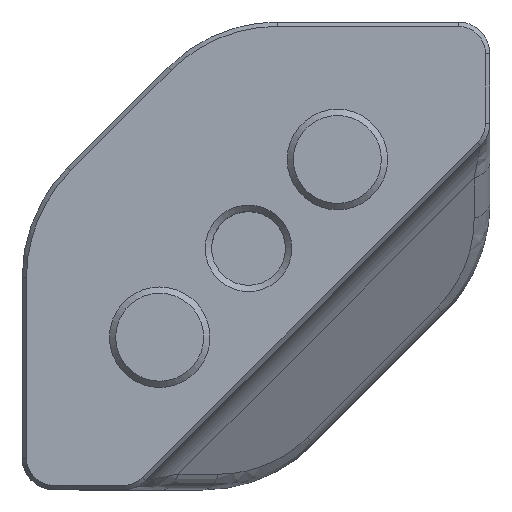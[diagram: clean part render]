
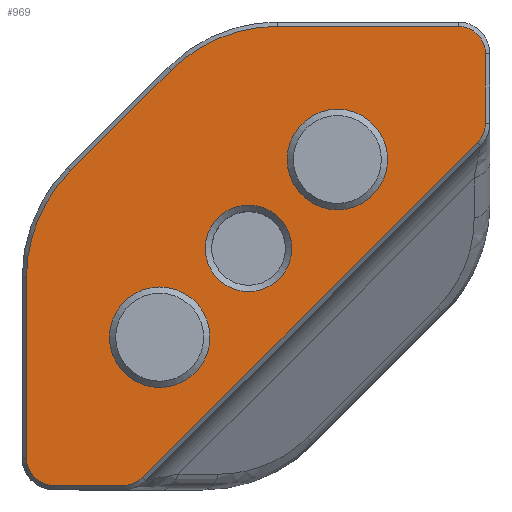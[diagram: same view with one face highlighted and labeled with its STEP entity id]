
A CAD part, top view. The second image highlights one B-rep face of the part: STEP entity #969.
In plain terms, the highlighted planar face has unit normal (0, 0, 1).
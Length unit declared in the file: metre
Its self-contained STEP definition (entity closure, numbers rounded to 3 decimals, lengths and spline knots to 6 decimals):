
#53=B_SPLINE_CURVE_WITH_KNOTS('',3,(#1480,#1481,#1482,#1483),
 .UNSPECIFIED.,.F.,.F.,(4,4),(0.,1.),.UNSPECIFIED.);
#54=B_SPLINE_CURVE_WITH_KNOTS('',3,(#1488,#1489,#1490,#1491,#1492),
 .UNSPECIFIED.,.F.,.F.,(4,1,4),(0.,0.5,1.),.UNSPECIFIED.);
#55=B_SPLINE_CURVE_WITH_KNOTS('',3,(#1496,#1497,#1498,#1499),
 .UNSPECIFIED.,.F.,.F.,(4,4),(0.,1.),.UNSPECIFIED.);
#56=B_SPLINE_CURVE_WITH_KNOTS('',3,(#1503,#1504,#1505,#1506),
 .UNSPECIFIED.,.F.,.F.,(4,4),(0.,1.),.UNSPECIFIED.);
#57=B_SPLINE_CURVE_WITH_KNOTS('',3,(#1510,#1511,#1512,#1513,#1514),
 .UNSPECIFIED.,.F.,.F.,(4,1,4),(0.,0.5,1.),.UNSPECIFIED.);
#58=B_SPLINE_CURVE_WITH_KNOTS('',3,(#1518,#1519,#1520,#1521),
 .UNSPECIFIED.,.F.,.F.,(4,4),(0.,1.),.UNSPECIFIED.);
#91=CIRCLE('',#1059,0.00275);
#92=CIRCLE('',#1060,0.0032);
#93=CIRCLE('',#1061,0.0032);
#133=LINE('',#1486,#200);
#134=LINE('',#1494,#201);
#135=LINE('',#1501,#202);
#136=LINE('',#1508,#203);
#137=LINE('',#1516,#204);
#138=LINE('',#1523,#205);
#200=VECTOR('',#1190,1.);
#201=VECTOR('',#1191,1.);
#202=VECTOR('',#1192,1.);
#203=VECTOR('',#1193,1.);
#204=VECTOR('',#1194,1.);
#205=VECTOR('',#1195,1.);
#280=ORIENTED_EDGE('',*,*,#568,.T.);
#281=ORIENTED_EDGE('',*,*,#569,.T.);
#282=ORIENTED_EDGE('',*,*,#570,.T.);
#283=ORIENTED_EDGE('',*,*,#571,.T.);
#284=ORIENTED_EDGE('',*,*,#572,.T.);
#285=ORIENTED_EDGE('',*,*,#573,.T.);
#286=ORIENTED_EDGE('',*,*,#574,.T.);
#287=ORIENTED_EDGE('',*,*,#575,.T.);
#288=ORIENTED_EDGE('',*,*,#576,.T.);
#289=ORIENTED_EDGE('',*,*,#577,.T.);
#290=ORIENTED_EDGE('',*,*,#578,.T.);
#291=ORIENTED_EDGE('',*,*,#579,.T.);
#292=ORIENTED_EDGE('',*,*,#580,.T.);
#293=ORIENTED_EDGE('',*,*,#581,.F.);
#294=ORIENTED_EDGE('',*,*,#582,.F.);
#568=EDGE_CURVE('',#712,#713,#53,.T.);
#569=EDGE_CURVE('',#713,#714,#133,.T.);
#570=EDGE_CURVE('',#714,#715,#54,.T.);
#571=EDGE_CURVE('',#715,#716,#134,.T.);
#572=EDGE_CURVE('',#716,#717,#55,.T.);
#573=EDGE_CURVE('',#717,#718,#135,.T.);
#574=EDGE_CURVE('',#718,#719,#56,.T.);
#575=EDGE_CURVE('',#719,#720,#136,.T.);
#576=EDGE_CURVE('',#720,#721,#57,.T.);
#577=EDGE_CURVE('',#721,#722,#137,.T.);
#578=EDGE_CURVE('',#722,#723,#58,.T.);
#579=EDGE_CURVE('',#723,#712,#138,.T.);
#580=EDGE_CURVE('',#724,#724,#91,.F.);
#581=EDGE_CURVE('',#725,#725,#92,.T.);
#582=EDGE_CURVE('',#726,#726,#93,.T.);
#712=VERTEX_POINT('',#1484);
#713=VERTEX_POINT('',#1485);
#714=VERTEX_POINT('',#1487);
#715=VERTEX_POINT('',#1493);
#716=VERTEX_POINT('',#1495);
#717=VERTEX_POINT('',#1500);
#718=VERTEX_POINT('',#1502);
#719=VERTEX_POINT('',#1507);
#720=VERTEX_POINT('',#1509);
#721=VERTEX_POINT('',#1515);
#722=VERTEX_POINT('',#1517);
#723=VERTEX_POINT('',#1522);
#724=VERTEX_POINT('',#1525);
#725=VERTEX_POINT('',#1527);
#726=VERTEX_POINT('',#1529);
#786=EDGE_LOOP('',(#280,#281,#282,#283,#284,#285,#286,#287,#288,#289,#290,
#291));
#787=EDGE_LOOP('',(#292));
#788=EDGE_LOOP('',(#293));
#789=EDGE_LOOP('',(#294));
#863=FACE_BOUND('',#786,.T.);
#864=FACE_BOUND('',#787,.T.);
#865=FACE_BOUND('',#788,.T.);
#866=FACE_BOUND('',#789,.T.);
#939=PLANE('',#1058);
#969=ADVANCED_FACE('',(#863,#864,#865,#866),#939,.T.);
#1058=AXIS2_PLACEMENT_3D('',#1479,#1188,#1189);
#1059=AXIS2_PLACEMENT_3D('',#1524,#1196,#1197);
#1060=AXIS2_PLACEMENT_3D('',#1526,#1198,#1199);
#1061=AXIS2_PLACEMENT_3D('',#1528,#1200,#1201);
#1188=DIRECTION('',(0.,0.,1.));
#1189=DIRECTION('',(1.,0.,0.));
#1190=DIRECTION('',(0.,1.,0.));
#1191=DIRECTION('',(-1.,0.,0.));
#1192=DIRECTION('',(-0.707,-0.707,0.));
#1193=DIRECTION('',(0.,-1.,0.));
#1194=DIRECTION('',(1.,0.,0.));
#1195=DIRECTION('',(0.707,0.707,0.));
#1196=DIRECTION('',(0.,0.,1.));
#1197=DIRECTION('',(1.,0.,0.));
#1198=DIRECTION('',(0.,0.,1.));
#1199=DIRECTION('',(1.,0.,0.));
#1200=DIRECTION('',(0.,0.,1.));
#1201=DIRECTION('',(1.,0.,0.));
#1479=CARTESIAN_POINT('',(-0.000883,0.000864,0.01));
#1480=CARTESIAN_POINT('',(0.013694,0.007605,0.01));
#1481=CARTESIAN_POINT('',(0.014014,0.007926,0.01));
#1482=CARTESIAN_POINT('',(0.014201,0.00837,0.01));
#1483=CARTESIAN_POINT('',(0.014201,0.00883,0.01));
#1484=CARTESIAN_POINT('',(0.013694,0.007605,0.01));
#1485=CARTESIAN_POINT('',(0.014201,0.00883,0.01));
#1486=CARTESIAN_POINT('',(0.014201,0.013315,0.01));
#1487=CARTESIAN_POINT('',(0.014201,0.013255,0.01));
#1488=CARTESIAN_POINT('',(0.014201,0.013255,0.01));
#1489=CARTESIAN_POINT('',(0.014201,0.01371,0.01));
#1490=CARTESIAN_POINT('',(0.013828,0.014623,0.01));
#1491=CARTESIAN_POINT('',(0.012933,0.015001,0.01));
#1492=CARTESIAN_POINT('',(0.012481,0.015001,0.01));
#1493=CARTESIAN_POINT('',(0.012481,0.015001,0.01));
#1494=CARTESIAN_POINT('',(-0.000883,0.015001,0.01));
#1495=CARTESIAN_POINT('',(0.000955,0.015001,0.01));
#1496=CARTESIAN_POINT('',(0.000955,0.015001,0.01));
#1497=CARTESIAN_POINT('',(-0.001556,0.015001,0.01));
#1498=CARTESIAN_POINT('',(-0.004037,0.013975,0.01));
#1499=CARTESIAN_POINT('',(-0.005814,0.012197,0.01));
#1500=CARTESIAN_POINT('',(-0.005814,0.012197,0.01));
#1501=CARTESIAN_POINT('',(-0.009015,0.008996,0.01));
#1502=CARTESIAN_POINT('',(-0.012216,0.005795,0.01));
#1503=CARTESIAN_POINT('',(-0.012216,0.005795,0.01));
#1504=CARTESIAN_POINT('',(-0.013991,0.00402,0.01));
#1505=CARTESIAN_POINT('',(-0.01502,0.00154,0.01));
#1506=CARTESIAN_POINT('',(-0.01502,-0.000973,0.01));
#1507=CARTESIAN_POINT('',(-0.01502,-0.000973,0.01));
#1508=CARTESIAN_POINT('',(-0.01502,0.000864,0.01));
#1509=CARTESIAN_POINT('',(-0.01502,-0.0125,0.01));
#1510=CARTESIAN_POINT('',(-0.01502,-0.0125,0.01));
#1511=CARTESIAN_POINT('',(-0.01502,-0.012949,0.01));
#1512=CARTESIAN_POINT('',(-0.01464,-0.013848,0.01));
#1513=CARTESIAN_POINT('',(-0.013732,-0.01422,0.01));
#1514=CARTESIAN_POINT('',(-0.013273,-0.01422,0.01));
#1515=CARTESIAN_POINT('',(-0.013273,-0.01422,0.01));
#1516=CARTESIAN_POINT('',(-0.008808,-0.01422,0.01));
#1517=CARTESIAN_POINT('',(-0.008848,-0.01422,0.01));
#1518=CARTESIAN_POINT('',(-0.008848,-0.01422,0.01));
#1519=CARTESIAN_POINT('',(-0.008395,-0.01422,0.01));
#1520=CARTESIAN_POINT('',(-0.007949,-0.014038,0.01));
#1521=CARTESIAN_POINT('',(-0.007624,-0.013713,0.01));
#1522=CARTESIAN_POINT('',(-0.007624,-0.013713,0.01));
#1523=CARTESIAN_POINT('',(0.013647,0.007559,0.01));
#1524=CARTESIAN_POINT('',(-0.000883,0.000864,0.01));
#1525=CARTESIAN_POINT('',(0.001867,0.000864,0.01));
#1526=CARTESIAN_POINT('',(-0.006539,-0.004793,0.01));
#1527=CARTESIAN_POINT('',(-0.003339,-0.004793,0.01));
#1528=CARTESIAN_POINT('',(0.004774,0.006521,0.01));
#1529=CARTESIAN_POINT('',(0.007974,0.006521,0.01));
